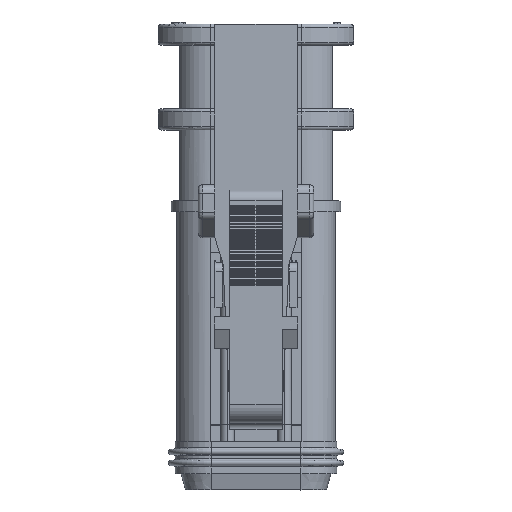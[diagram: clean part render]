
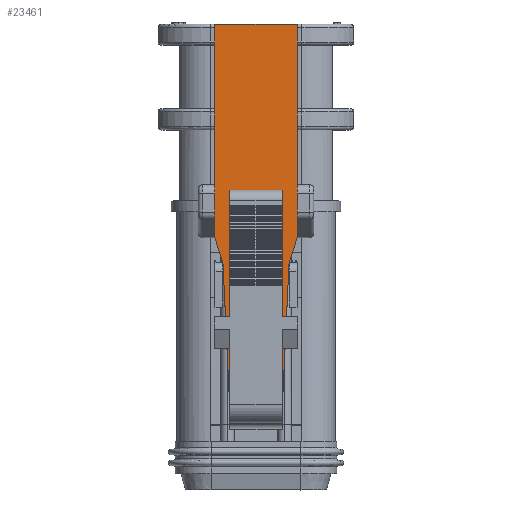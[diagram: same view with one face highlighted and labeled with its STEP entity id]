
A CAD part, top view. The second image highlights one B-rep face of the part: STEP entity #23461.
In plain terms, the highlighted planar face has unit normal (0, 0, 1).
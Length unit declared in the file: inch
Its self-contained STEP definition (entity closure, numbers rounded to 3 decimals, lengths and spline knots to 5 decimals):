
#50 = ORIENTED_EDGE ( 'NONE', *, *, #7075, .F. ) ;
#1795 = EDGE_CURVE ( 'NONE', #2540, #20997, #26048, .T. ) ;
#1944 = VECTOR ( 'NONE', #24061, 39.37008 ) ;
#1960 = CARTESIAN_POINT ( 'NONE',  ( 0.19094, 1.11417, 0.19685 ) ) ;
#2022 = VERTEX_POINT ( 'NONE', #11528 ) ;
#2540 = VERTEX_POINT ( 'NONE', #6838 ) ;
#3065 = LINE ( 'NONE', #9030, #24313 ) ;
#4101 = CARTESIAN_POINT ( 'NONE',  ( -0.15256, 1.70472, 0.19685 ) ) ;
#4224 = ORIENTED_EDGE ( 'NONE', *, *, #1795, .F. ) ;
#4321 = CARTESIAN_POINT ( 'NONE',  ( -0.09991, 0.3248, 0.19685 ) ) ;
#5208 = VECTOR ( 'NONE', #5250, 39.37008 ) ;
#5238 = DIRECTION ( 'NONE',  ( 1., 0., 0. ) ) ;
#5250 = DIRECTION ( 'NONE',  ( -0.047, -0.999, 0. ) ) ;
#6651 = DIRECTION ( 'NONE',  ( -0.304, -0.953, 0. ) ) ;
#6838 = CARTESIAN_POINT ( 'NONE',  ( 0.09991, 0.3248, 0.19685 ) ) ;
#7075 = EDGE_CURVE ( 'NONE', #18423, #23877, #19432, .T. ) ;
#7239 = CARTESIAN_POINT ( 'NONE',  ( -0.12303, 0.81693, 0.19685 ) ) ;
#7484 = VECTOR ( 'NONE', #12220, 39.37008 ) ;
#7641 = CARTESIAN_POINT ( 'NONE',  ( 0.19094, 1.70472, 0.19685 ) ) ;
#7665 = EDGE_CURVE ( 'NONE', #23877, #12606, #15319, .T. ) ;
#8657 = CARTESIAN_POINT ( 'NONE',  ( 0.15256, 0.90945, 0.19685 ) ) ;
#9030 = CARTESIAN_POINT ( 'NONE',  ( 0.15256, 0.90945, 0.19685 ) ) ;
#9075 = CARTESIAN_POINT ( 'NONE',  ( -0.15256, 0.90945, 0.19685 ) ) ;
#9330 = VECTOR ( 'NONE', #24976, 39.37008 ) ;
#9888 = ORIENTED_EDGE ( 'NONE', *, *, #15843, .F. ) ;
#10031 = DIRECTION ( 'NONE',  ( -0.047, 0.999, 0. ) ) ;
#10162 = LINE ( 'NONE', #7239, #1944 ) ;
#10821 = CARTESIAN_POINT ( 'NONE',  ( 0.19094, 0.3248, 0.19685 ) ) ;
#11528 = CARTESIAN_POINT ( 'NONE',  ( 0.12303, 0.81693, 0.19685 ) ) ;
#11553 = LINE ( 'NONE', #14453, #5208 ) ;
#11953 = VECTOR ( 'NONE', #5238, 39.37008 ) ;
#12220 = DIRECTION ( 'NONE',  ( 0., 1., 0. ) ) ;
#12606 = VERTEX_POINT ( 'NONE', #8657 ) ;
#12687 = VERTEX_POINT ( 'NONE', #9075 ) ;
#12970 = VERTEX_POINT ( 'NONE', #20552 ) ;
#13241 = EDGE_CURVE ( 'NONE', #12970, #12687, #10162, .T. ) ;
#13917 = CARTESIAN_POINT ( 'NONE',  ( 0.15256, 1.70472, 0.19685 ) ) ;
#14453 = CARTESIAN_POINT ( 'NONE',  ( 0.12303, 0.81693, 0.19685 ) ) ;
#15157 = AXIS2_PLACEMENT_3D ( 'NONE', #1960, #28199, #25638 ) ;
#15319 = LINE ( 'NONE', #28890, #9330 ) ;
#15578 = VECTOR ( 'NONE', #10031, 39.37008 ) ;
#15843 = EDGE_CURVE ( 'NONE', #12687, #18423, #26453, .T. ) ;
#16957 = CARTESIAN_POINT ( 'NONE',  ( -0.15256, 1.11417, 0.19685 ) ) ;
#18211 = ORIENTED_EDGE ( 'NONE', *, *, #29519, .F. ) ;
#18423 = VERTEX_POINT ( 'NONE', #4101 ) ;
#19136 = EDGE_CURVE ( 'NONE', #20997, #12970, #28574, .T. ) ;
#19432 = LINE ( 'NONE', #7641, #11953 ) ;
#20552 = CARTESIAN_POINT ( 'NONE',  ( -0.12303, 0.81693, 0.19685 ) ) ;
#20997 = VERTEX_POINT ( 'NONE', #4321 ) ;
#21349 = PLANE ( 'NONE',  #15157 ) ;
#21455 = ORIENTED_EDGE ( 'NONE', *, *, #25814, .F. ) ;
#23461 = ADVANCED_FACE ( 'NONE', ( #29206 ), #21349, .F. ) ;
#23809 = VECTOR ( 'NONE', #29809, 39.37008 ) ;
#23877 = VERTEX_POINT ( 'NONE', #13917 ) ;
#24061 = DIRECTION ( 'NONE',  ( -0.304, 0.953, 0. ) ) ;
#24313 = VECTOR ( 'NONE', #6651, 39.37008 ) ;
#24976 = DIRECTION ( 'NONE',  ( 0., -1., 0. ) ) ;
#25638 = DIRECTION ( 'NONE',  ( -1., 0., 0. ) ) ;
#25814 = EDGE_CURVE ( 'NONE', #12606, #2022, #3065, .T. ) ;
#26048 = LINE ( 'NONE', #10821, #23809 ) ;
#26303 = ORIENTED_EDGE ( 'NONE', *, *, #7665, .F. ) ;
#26453 = LINE ( 'NONE', #16957, #7484 ) ;
#27188 = ORIENTED_EDGE ( 'NONE', *, *, #19136, .F. ) ;
#27710 = EDGE_LOOP ( 'NONE', ( #4224, #18211, #21455, #26303, #50, #9888, #28134, #27188 ) ) ;
#28134 = ORIENTED_EDGE ( 'NONE', *, *, #13241, .F. ) ;
#28199 = DIRECTION ( 'NONE',  ( 0., 0., -1. ) ) ;
#28574 = LINE ( 'NONE', #28825, #15578 ) ;
#28825 = CARTESIAN_POINT ( 'NONE',  ( -0.09991, 0.3248, 0.19685 ) ) ;
#28890 = CARTESIAN_POINT ( 'NONE',  ( 0.15256, 1.11417, 0.19685 ) ) ;
#29206 = FACE_OUTER_BOUND ( 'NONE', #27710, .T. ) ;
#29519 = EDGE_CURVE ( 'NONE', #2022, #2540, #11553, .T. ) ;
#29809 = DIRECTION ( 'NONE',  ( -1., 0., 0. ) ) ;
